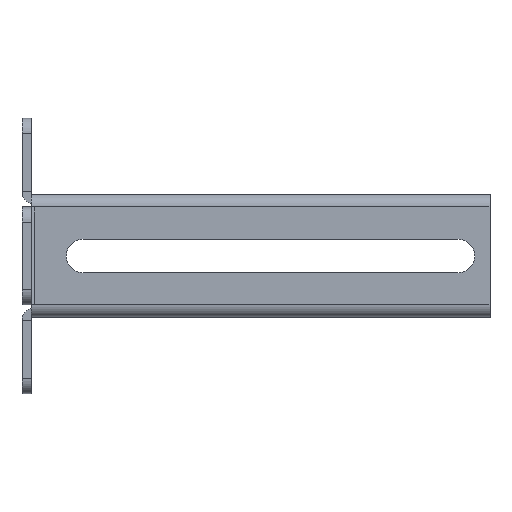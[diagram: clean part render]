
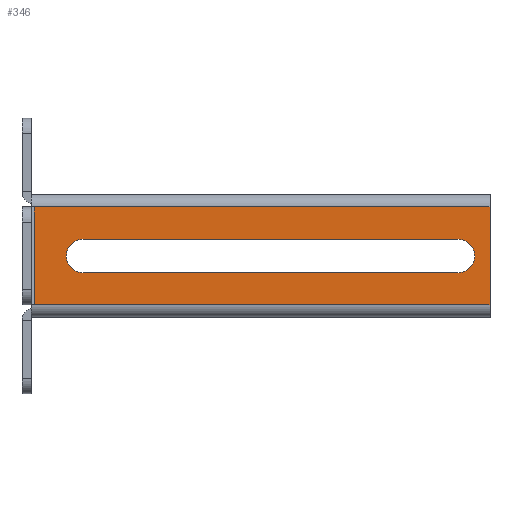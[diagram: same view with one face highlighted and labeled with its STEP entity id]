
A CAD part, top view. The second image highlights one B-rep face of the part: STEP entity #346.
In plain terms, the highlighted planar face has unit normal (0, 0, 1).
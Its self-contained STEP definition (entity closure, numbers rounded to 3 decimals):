
#346=ADVANCED_FACE('',(#1060,#1062),#1064,.T.);
#1060=FACE_BOUND('',#1061,.T.);
#1061=EDGE_LOOP('',(#1629,#1630,#1631,#1632));
#1062=FACE_BOUND('',#1063,.T.);
#1063=EDGE_LOOP('',(#1633,#1634,#1635,#1636));
#1064=PLANE('',#1065);
#1065=AXIS2_PLACEMENT_3D('',#1066,#1067,#1068);
#1066=CARTESIAN_POINT('',(0.,0.,3.));
#1067=DIRECTION('',(0.,0.,1.));
#1068=DIRECTION('',(1.,0.,0.));
#1629=ORIENTED_EDGE('',*,*,#1966,.T.);
#1630=ORIENTED_EDGE('',*,*,#1967,.T.);
#1631=ORIENTED_EDGE('',*,*,#1968,.T.);
#1632=ORIENTED_EDGE('',*,*,#1944,.T.);
#1633=ORIENTED_EDGE('',*,*,#1969,.T.);
#1634=ORIENTED_EDGE('',*,*,#1970,.T.);
#1635=ORIENTED_EDGE('',*,*,#1971,.T.);
#1636=ORIENTED_EDGE('',*,*,#1972,.T.);
#1944=EDGE_CURVE('',#2202,#2200,#2203,.T.);
#1966=EDGE_CURVE('',#2200,#2237,#2238,.T.);
#1967=EDGE_CURVE('',#2237,#2239,#2240,.T.);
#1968=EDGE_CURVE('',#2239,#2202,#2241,.T.);
#1969=EDGE_CURVE('',#2242,#2243,#2244,.T.);
#1970=EDGE_CURVE('',#2243,#2245,#2246,.F.);
#1971=EDGE_CURVE('',#2245,#2247,#2248,.T.);
#1972=EDGE_CURVE('',#2247,#2242,#2249,.F.);
#2200=VERTEX_POINT('',#2698);
#2202=VERTEX_POINT('',#2702);
#2203=LINE('',#2703,#2704);
#2237=VERTEX_POINT('',#2788);
#2238=LINE('',#2789,#2790);
#2239=VERTEX_POINT('',#2792);
#2240=LINE('',#2793,#2794);
#2241=LINE('',#2796,#2797);
#2242=VERTEX_POINT('',#2799);
#2243=VERTEX_POINT('',#2800);
#2244=CIRCLE('',#2801,5.5);
#2245=VERTEX_POINT('',#2805);
#2246=LINE('',#2806,#2807);
#2247=VERTEX_POINT('',#2809);
#2248=CIRCLE('',#2810,5.5);
#2249=LINE('',#2814,#2815);
#2698=CARTESIAN_POINT('',(1.,36.,3.));
#2702=CARTESIAN_POINT('',(150.,36.,3.));
#2703=CARTESIAN_POINT('',(150.,36.,3.));
#2704=VECTOR('',#2705,1.);
#2705=DIRECTION('',(-1.,0.,0.));
#2788=CARTESIAN_POINT('',(1.,4.,3.));
#2789=CARTESIAN_POINT('',(1.,36.,3.));
#2790=VECTOR('',#2791,1.);
#2791=DIRECTION('',(0.,-1.,0.));
#2792=CARTESIAN_POINT('',(150.,4.,3.));
#2793=CARTESIAN_POINT('',(1.,4.,3.));
#2794=VECTOR('',#2795,1.);
#2795=DIRECTION('',(1.,0.,0.));
#2796=CARTESIAN_POINT('',(150.,4.,3.));
#2797=VECTOR('',#2798,1.);
#2798=DIRECTION('',(0.,1.,0.));
#2799=CARTESIAN_POINT('',(17.,14.5,3.));
#2800=CARTESIAN_POINT('',(17.,25.5,3.));
#2801=AXIS2_PLACEMENT_3D('',#2802,#2803,#2804);
#2802=CARTESIAN_POINT('',(17.,20.,3.));
#2803=DIRECTION('',(0.,0.,-1.));
#2804=DIRECTION('',(0.,-1.,0.));
#2805=CARTESIAN_POINT('',(139.5,25.5,3.));
#2806=CARTESIAN_POINT('',(139.5,25.5,3.));
#2807=VECTOR('',#2808,1.);
#2808=DIRECTION('',(-1.,0.,0.));
#2809=CARTESIAN_POINT('',(139.5,14.5,3.));
#2810=AXIS2_PLACEMENT_3D('',#2811,#2812,#2813);
#2811=CARTESIAN_POINT('',(139.5,20.,3.));
#2812=DIRECTION('',(0.,0.,-1.));
#2813=DIRECTION('',(0.,1.,0.));
#2814=CARTESIAN_POINT('',(17.,14.5,3.));
#2815=VECTOR('',#2816,1.);
#2816=DIRECTION('',(1.,0.,0.));
